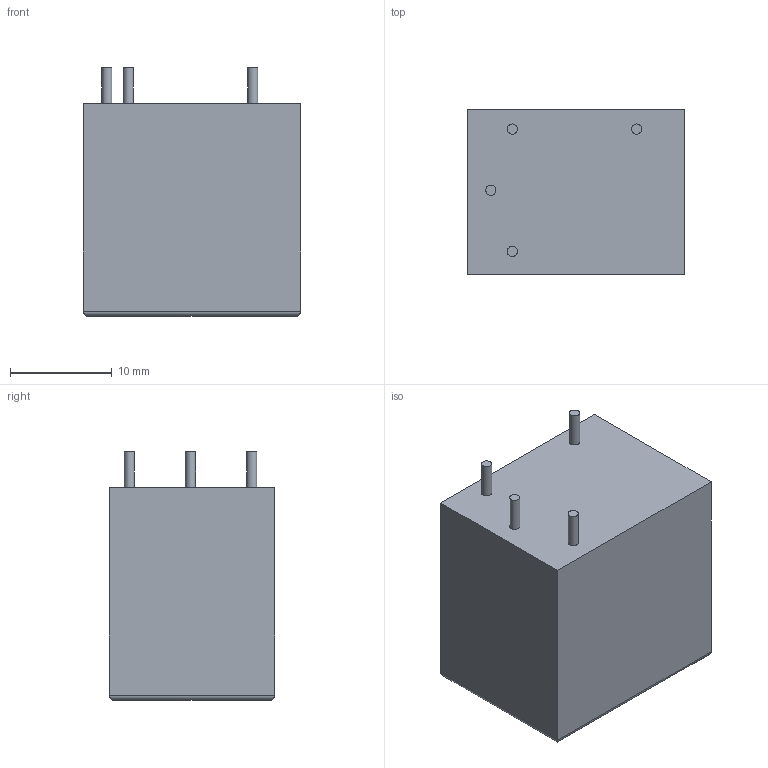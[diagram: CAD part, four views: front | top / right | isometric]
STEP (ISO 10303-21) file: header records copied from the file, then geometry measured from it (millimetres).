
FILE_DESCRIPTION(('STEP AP203'), '1');
FILE_NAME('HF7FF', '2024-07-11T10:21:32', ('ava'), (''), 'ASCON STEP Converter 1.3', 'ASCON Math Kernel', '');
FILE_SCHEMA(('CONFIG_CONTROL_DESIGN'));
Length unit declared in the file: millimetre
Products named in the file (1): 4
Bounding box: 21.3 x 16.2 x 24.4 mm (x, y, z)
Volume: 7218.8 mm3; surface area: 2285.4 mm2
Topology: 1 solids, 1 shells, 18 faces, 32 edges, 20 vertices
Faces by surface type: plane 10, cylinder 8
Full cylindrical faces by diameter (mm): 1 x4
Entity records: 452 total; most frequent: CARTESIAN_POINT 79, DIRECTION 70, ORIENTED_EDGE 56, EDGE_CURVE 28, AXIS2_PLACEMENT_3D 27, EDGE_LOOP 26, VERTEX_POINT 20, ADVANCED_FACE 18
